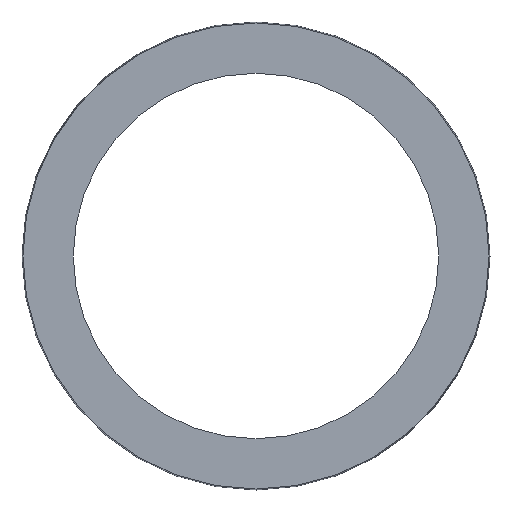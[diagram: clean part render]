
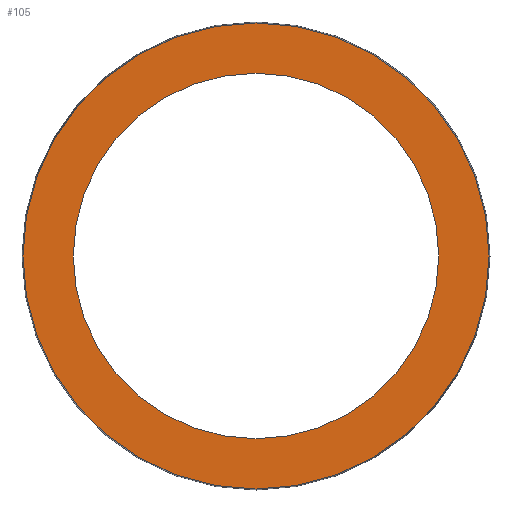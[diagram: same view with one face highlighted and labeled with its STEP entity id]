
A CAD part, front view. The second image highlights one B-rep face of the part: STEP entity #105.
In plain terms, the highlighted planar face has unit normal (0, -1, 0).
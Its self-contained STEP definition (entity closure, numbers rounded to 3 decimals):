
#1 = ORIENTED_EDGE ( 'NONE', *, *, #87, .T. ) ;
#4 = CARTESIAN_POINT ( 'NONE',  ( 0., 0., 13.45 ) ) ;
#5 = DIRECTION ( 'NONE',  ( 0., 0., 1. ) ) ;
#14 = VERTEX_POINT ( 'NONE', #169 ) ;
#17 = PLANE ( 'NONE',  #229 ) ;
#21 = VERTEX_POINT ( 'NONE', #4 ) ;
#24 = VERTEX_POINT ( 'NONE', #207 ) ;
#36 = CARTESIAN_POINT ( 'NONE',  ( -17.15, 0., 0. ) ) ;
#38 = DIRECTION ( 'NONE',  ( 0., 1., 0. ) ) ;
#40 = ORIENTED_EDGE ( 'NONE', *, *, #113, .F. ) ;
#44 = EDGE_CURVE ( 'NONE', #21, #14, #106, .T. ) ;
#48 = DIRECTION ( 'NONE',  ( 0., 0., -1. ) ) ;
#50 = CARTESIAN_POINT ( 'NONE',  ( 0., 0., 0. ) ) ;
#51 = DIRECTION ( 'NONE',  ( 0., -1., 0. ) ) ;
#53 = EDGE_LOOP ( 'NONE', ( #40, #178 ) ) ;
#70 = DIRECTION ( 'NONE',  ( 0., -1., 0. ) ) ;
#71 = ORIENTED_EDGE ( 'NONE', *, *, #98, .T. ) ;
#72 = FACE_OUTER_BOUND ( 'NONE', #180, .T. ) ;
#83 = FACE_BOUND ( 'NONE', #53, .T. ) ;
#85 = AXIS2_PLACEMENT_3D ( 'NONE', #174, #51, #192 ) ;
#87 = EDGE_CURVE ( 'NONE', #155, #24, #137, .T. ) ;
#98 = EDGE_CURVE ( 'NONE', #24, #155, #236, .T. ) ;
#102 = AXIS2_PLACEMENT_3D ( 'NONE', #233, #166, #48 ) ;
#105 = ADVANCED_FACE ( 'NONE', ( #83, #72 ), #17, .F. ) ;
#106 = CIRCLE ( 'NONE', #102, 13.45 ) ;
#113 = EDGE_CURVE ( 'NONE', #14, #21, #152, .T. ) ;
#137 = CIRCLE ( 'NONE', #176, 17.15 ) ;
#152 = CIRCLE ( 'NONE', #85, 13.45 ) ;
#154 = DIRECTION ( 'NONE',  ( 0., 0., -1. ) ) ;
#155 = VERTEX_POINT ( 'NONE', #185 ) ;
#166 = DIRECTION ( 'NONE',  ( 0., -1., 0. ) ) ;
#169 = CARTESIAN_POINT ( 'NONE',  ( 0., 0., -13.45 ) ) ;
#173 = DIRECTION ( 'NONE',  ( 0., -1., 0. ) ) ;
#174 = CARTESIAN_POINT ( 'NONE',  ( 0., 0., 0. ) ) ;
#176 = AXIS2_PLACEMENT_3D ( 'NONE', #50, #70, #154 ) ;
#178 = ORIENTED_EDGE ( 'NONE', *, *, #44, .F. ) ;
#180 = EDGE_LOOP ( 'NONE', ( #71, #1 ) ) ;
#185 = CARTESIAN_POINT ( 'NONE',  ( 0., 0., -17.15 ) ) ;
#190 = DIRECTION ( 'NONE',  ( 0., 0., -1. ) ) ;
#192 = DIRECTION ( 'NONE',  ( 0., 0., -1. ) ) ;
#195 = AXIS2_PLACEMENT_3D ( 'NONE', #213, #173, #190 ) ;
#207 = CARTESIAN_POINT ( 'NONE',  ( 0., 0., 17.15 ) ) ;
#213 = CARTESIAN_POINT ( 'NONE',  ( 0., 0., 0. ) ) ;
#229 = AXIS2_PLACEMENT_3D ( 'NONE', #36, #38, #5 ) ;
#233 = CARTESIAN_POINT ( 'NONE',  ( 0., 0., 0. ) ) ;
#236 = CIRCLE ( 'NONE', #195, 17.15 ) ;
